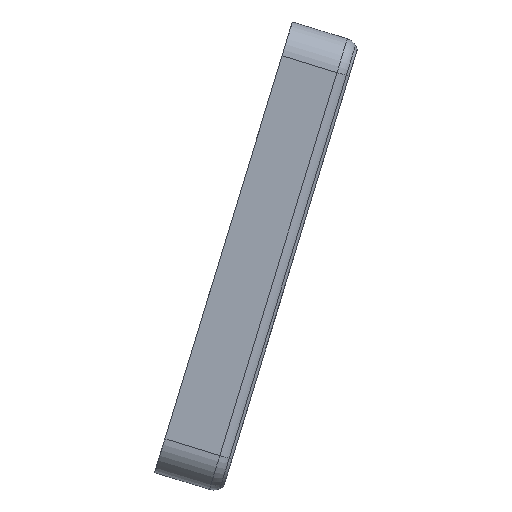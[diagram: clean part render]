
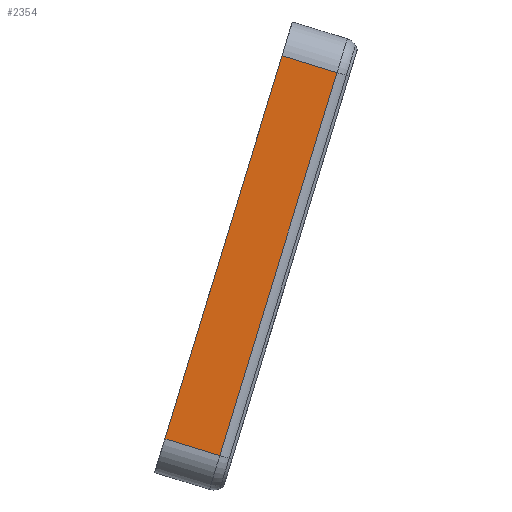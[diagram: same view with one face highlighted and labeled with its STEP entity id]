
A CAD part, front view. The second image highlights one B-rep face of the part: STEP entity #2354.
In plain terms, the highlighted planar face has unit normal (0, -1, 0).
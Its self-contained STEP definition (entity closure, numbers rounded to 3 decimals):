
#37=PLANE('',#2528);
#141=FACE_OUTER_BOUND('',#274,.T.);
#274=EDGE_LOOP('',(#1655,#1656,#1657,#1658));
#407=LINE('',#3460,#665);
#423=LINE('',#3518,#681);
#424=LINE('',#3522,#682);
#425=LINE('',#3523,#683);
#665=VECTOR('',#2758,10.);
#681=VECTOR('',#2816,10.);
#682=VECTOR('',#2821,10.);
#683=VECTOR('',#2822,1.);
#1016=VERTEX_POINT('',#3453);
#1018=VERTEX_POINT('',#3459);
#1039=VERTEX_POINT('',#3517);
#1040=VERTEX_POINT('',#3521);
#1252=EDGE_CURVE('',#1016,#1018,#407,.T.);
#1281=EDGE_CURVE('',#1018,#1039,#423,.T.);
#1283=EDGE_CURVE('',#1016,#1040,#424,.T.);
#1284=EDGE_CURVE('',#1039,#1040,#425,.T.);
#1655=ORIENTED_EDGE('',*,*,#1252,.F.);
#1656=ORIENTED_EDGE('',*,*,#1283,.T.);
#1657=ORIENTED_EDGE('',*,*,#1284,.F.);
#1658=ORIENTED_EDGE('',*,*,#1281,.F.);
#2354=ADVANCED_FACE('',(#141),#37,.T.);
#2528=AXIS2_PLACEMENT_3D('',#3520,#2819,#2820);
#2758=DIRECTION('',(-0.292,0.,-0.956));
#2816=DIRECTION('',(-0.956,0.,0.292));
#2819=DIRECTION('center_axis',(0.,-1.,0.));
#2820=DIRECTION('ref_axis',(0.956,0.,-0.292));
#2821=DIRECTION('',(-0.956,0.,0.292));
#2822=DIRECTION('',(0.292,0.,0.956));
#3453=CARTESIAN_POINT('',(115.891,-48.935,25.234));
#3459=CARTESIAN_POINT('',(99.007,-48.935,-29.993));
#3460=CARTESIAN_POINT('',(107.008,-48.935,-3.82));
#3517=CARTESIAN_POINT('',(91.096,-48.935,-27.575));
#3518=CARTESIAN_POINT('',(100.755,-48.935,-30.527));
#3520=CARTESIAN_POINT('Origin',(104.416,-48.935,-1.452));
#3521=CARTESIAN_POINT('',(107.981,-48.935,27.652));
#3522=CARTESIAN_POINT('',(117.64,-48.935,24.699));
#3523=CARTESIAN_POINT('',(107.981,-48.935,27.652));
